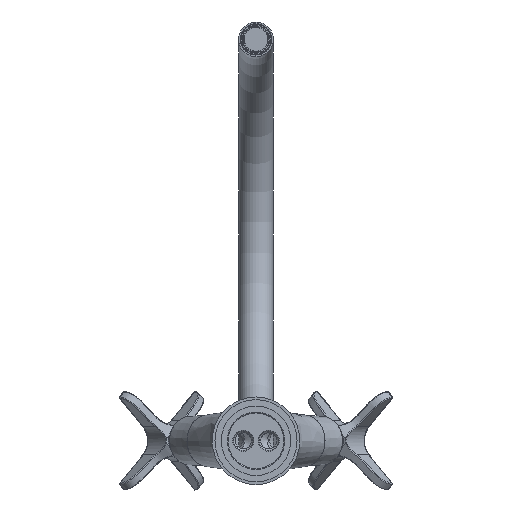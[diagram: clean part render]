
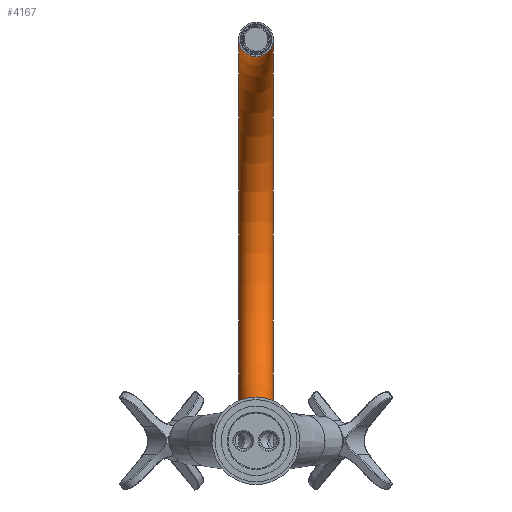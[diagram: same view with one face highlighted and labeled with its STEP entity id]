
A CAD part, front view. The second image highlights one B-rep face of the part: STEP entity #4167.
In plain terms, the highlighted toroidal (fillet/blend) face has major radius 110 mm and minor radius 9.5 mm.
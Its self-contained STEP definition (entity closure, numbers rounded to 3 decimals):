
#845 = EDGE_CURVE ( 'NONE', #8871, #8871, #9779, .T. ) ;
#4167 = ADVANCED_FACE ( 'NONE', ( #16871, #16365 ), #8335, .T. ) ;
#5181 = CARTESIAN_POINT ( 'NONE',  ( 0., 268.6, 0. ) ) ;
#5319 = AXIS2_PLACEMENT_3D ( 'NONE', #14669, #14787, #20264 ) ;
#7344 = EDGE_LOOP ( 'NONE', ( #8195 ) ) ;
#8195 = ORIENTED_EDGE ( 'NONE', *, *, #845, .F. ) ;
#8335 = TOROIDAL_SURFACE ( 'NONE', #11592, 110., 9.5 ) ;
#8871 = VERTEX_POINT ( 'NONE', #12576 ) ;
#9779 = CIRCLE ( 'NONE', #5319, 9.5 ) ;
#11592 = AXIS2_PLACEMENT_3D ( 'NONE', #16489, #24258, #14465 ) ;
#12576 = CARTESIAN_POINT ( 'NONE',  ( -9.5, 268.6, 220. ) ) ;
#12832 = DIRECTION ( 'NONE',  ( 0., 1., 0. ) ) ;
#12959 = DIRECTION ( 'NONE',  ( -1., 0., 0. ) ) ;
#13324 = AXIS2_PLACEMENT_3D ( 'NONE', #5181, #12832, #12959 ) ;
#13346 = ORIENTED_EDGE ( 'NONE', *, *, #23004, .T. ) ;
#14465 = DIRECTION ( 'NONE',  ( 0., 0., -1. ) ) ;
#14669 = CARTESIAN_POINT ( 'NONE',  ( 0., 268.6, 220. ) ) ;
#14787 = DIRECTION ( 'NONE',  ( 0., -1., 0. ) ) ;
#16365 = FACE_OUTER_BOUND ( 'NONE', #20367, .T. ) ;
#16489 = CARTESIAN_POINT ( 'NONE',  ( 0., 268.6, 110. ) ) ;
#16871 = FACE_OUTER_BOUND ( 'NONE', #7344, .T. ) ;
#19018 = CARTESIAN_POINT ( 'NONE',  ( -9.5, 268.6, 0. ) ) ;
#20264 = DIRECTION ( 'NONE',  ( -1., 0., 0. ) ) ;
#20367 = EDGE_LOOP ( 'NONE', ( #13346 ) ) ;
#20553 = VERTEX_POINT ( 'NONE', #19018 ) ;
#23004 = EDGE_CURVE ( 'NONE', #20553, #20553, #23485, .T. ) ;
#23485 = CIRCLE ( 'NONE', #13324, 9.5 ) ;
#24258 = DIRECTION ( 'NONE',  ( 1., 0., 0. ) ) ;
